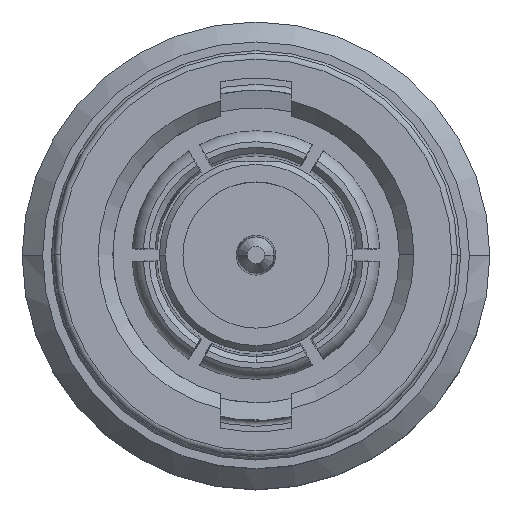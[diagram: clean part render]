
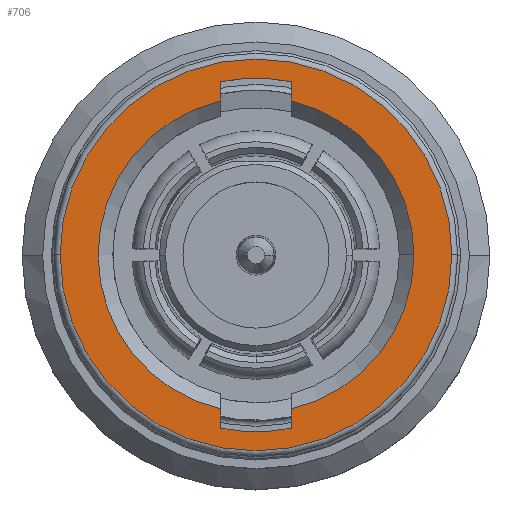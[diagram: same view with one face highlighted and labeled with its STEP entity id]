
A CAD part, top view. The second image highlights one B-rep face of the part: STEP entity #706.
In plain terms, the highlighted planar face has unit normal (0, 0, 1).
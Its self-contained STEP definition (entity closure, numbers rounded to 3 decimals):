
#83 = CARTESIAN_POINT ( 'NONE',  ( -1.2, -5.265, 1.1 ) ) ;
#706 = ADVANCED_FACE ( 'NONE', ( #15212, #10880 ), #21060, .F. ) ;
#759 = CIRCLE ( 'NONE', #12308, 5.4 ) ;
#944 = VERTEX_POINT ( 'NONE', #17197 ) ;
#992 = EDGE_CURVE ( 'NONE', #12281, #14939, #20603, .T. ) ;
#1526 = DIRECTION ( 'NONE',  ( 1., 0., 0. ) ) ;
#1971 = CARTESIAN_POINT ( 'NONE',  ( 1.2, -4.751, 1.1 ) ) ;
#2090 = EDGE_CURVE ( 'NONE', #3215, #12554, #6398, .T. ) ;
#2172 = CARTESIAN_POINT ( 'NONE',  ( 6.7, 0., 1.1 ) ) ;
#2181 = EDGE_CURVE ( 'NONE', #12554, #16977, #15385, .T. ) ;
#2407 = ORIENTED_EDGE ( 'NONE', *, *, #992, .F. ) ;
#2508 = CIRCLE ( 'NONE', #16098, 5.4 ) ;
#2695 = VERTEX_POINT ( 'NONE', #4321 ) ;
#2887 = CARTESIAN_POINT ( 'NONE',  ( -1.2, -5.93, 1.1 ) ) ;
#3012 = DIRECTION ( 'NONE',  ( 0., 0., 1. ) ) ;
#3215 = VERTEX_POINT ( 'NONE', #16280 ) ;
#3279 = EDGE_CURVE ( 'NONE', #16770, #12281, #8998, .T. ) ;
#3280 = ORIENTED_EDGE ( 'NONE', *, *, #14327, .F. ) ;
#3428 = CARTESIAN_POINT ( 'NONE',  ( 0., 0., 1.1 ) ) ;
#3890 = CARTESIAN_POINT ( 'NONE',  ( 0., 0., 1.1 ) ) ;
#4085 = DIRECTION ( 'NONE',  ( 0., -1., 0. ) ) ;
#4321 = CARTESIAN_POINT ( 'NONE',  ( 1.2, 5.265, 1.1 ) ) ;
#4361 = CIRCLE ( 'NONE', #14027, 5.4 ) ;
#4402 = CARTESIAN_POINT ( 'NONE',  ( -1.2, 5.93, 1.1 ) ) ;
#4581 = ORIENTED_EDGE ( 'NONE', *, *, #2090, .F. ) ;
#4814 = AXIS2_PLACEMENT_3D ( 'NONE', #9511, #16062, #5170 ) ;
#4841 = AXIS2_PLACEMENT_3D ( 'NONE', #16696, #20005, #16988 ) ;
#5020 = EDGE_CURVE ( 'NONE', #10433, #8117, #8180, .T. ) ;
#5089 = EDGE_CURVE ( 'NONE', #19974, #2695, #4361, .T. ) ;
#5170 = DIRECTION ( 'NONE',  ( -1., 0., 0. ) ) ;
#5301 = DIRECTION ( 'NONE',  ( 0., 0., 1. ) ) ;
#5531 = DIRECTION ( 'NONE',  ( 1., 0., 0. ) ) ;
#5679 = CIRCLE ( 'NONE', #16479, 6.7 ) ;
#5949 = DIRECTION ( 'NONE',  ( 0., 1., 0. ) ) ;
#6211 = LINE ( 'NONE', #15775, #18779 ) ;
#6380 = CARTESIAN_POINT ( 'NONE',  ( 0., 0., 1.1 ) ) ;
#6398 = CIRCLE ( 'NONE', #4841, 6.05 ) ;
#7101 = CARTESIAN_POINT ( 'NONE',  ( 5.4, 0., 1.1 ) ) ;
#7305 = AXIS2_PLACEMENT_3D ( 'NONE', #6380, #3012, #7759 ) ;
#7606 = CARTESIAN_POINT ( 'NONE',  ( -1.2, 5.265, 1.1 ) ) ;
#7759 = DIRECTION ( 'NONE',  ( 1., 0., 0. ) ) ;
#7914 = CARTESIAN_POINT ( 'NONE',  ( -1.2, -4.751, 1.1 ) ) ;
#8117 = VERTEX_POINT ( 'NONE', #16470 ) ;
#8180 = CIRCLE ( 'NONE', #8495, 6.7 ) ;
#8243 = ORIENTED_EDGE ( 'NONE', *, *, #3279, .F. ) ;
#8495 = AXIS2_PLACEMENT_3D ( 'NONE', #18253, #10188, #13413 ) ;
#8588 = VECTOR ( 'NONE', #18980, 1000. ) ;
#8998 = LINE ( 'NONE', #7914, #17705 ) ;
#9117 = LINE ( 'NONE', #1971, #8588 ) ;
#9206 = EDGE_CURVE ( 'NONE', #14939, #944, #9117, .T. ) ;
#9511 = CARTESIAN_POINT ( 'NONE',  ( 0., 0., 1.1 ) ) ;
#10113 = ORIENTED_EDGE ( 'NONE', *, *, #5089, .F. ) ;
#10188 = DIRECTION ( 'NONE',  ( 0., 0., 1. ) ) ;
#10433 = VERTEX_POINT ( 'NONE', #2172 ) ;
#10880 = FACE_OUTER_BOUND ( 'NONE', #17817, .T. ) ;
#11395 = DIRECTION ( 'NONE',  ( 0., 0., 1. ) ) ;
#11820 = CARTESIAN_POINT ( 'NONE',  ( 1.2, -5.93, 1.1 ) ) ;
#12281 = VERTEX_POINT ( 'NONE', #2887 ) ;
#12308 = AXIS2_PLACEMENT_3D ( 'NONE', #3890, #15366, #5531 ) ;
#12490 = ORIENTED_EDGE ( 'NONE', *, *, #19925, .T. ) ;
#12554 = VERTEX_POINT ( 'NONE', #4402 ) ;
#13198 = DIRECTION ( 'NONE',  ( 1., 0., 0. ) ) ;
#13232 = EDGE_CURVE ( 'NONE', #2695, #3215, #6211, .T. ) ;
#13413 = DIRECTION ( 'NONE',  ( -1., 0., 0. ) ) ;
#14027 = AXIS2_PLACEMENT_3D ( 'NONE', #3428, #16400, #13198 ) ;
#14327 = EDGE_CURVE ( 'NONE', #16977, #16770, #759, .T. ) ;
#14939 = VERTEX_POINT ( 'NONE', #11820 ) ;
#15108 = CARTESIAN_POINT ( 'NONE',  ( 0., 0., 1.1 ) ) ;
#15212 = FACE_BOUND ( 'NONE', #20687, .T. ) ;
#15366 = DIRECTION ( 'NONE',  ( 0., 0., 1. ) ) ;
#15385 = LINE ( 'NONE', #17876, #19230 ) ;
#15775 = CARTESIAN_POINT ( 'NONE',  ( 1.2, 4.751, 1.1 ) ) ;
#16062 = DIRECTION ( 'NONE',  ( 0., 0., -1. ) ) ;
#16098 = AXIS2_PLACEMENT_3D ( 'NONE', #21181, #11395, #1526 ) ;
#16280 = CARTESIAN_POINT ( 'NONE',  ( 1.2, 5.93, 1.1 ) ) ;
#16400 = DIRECTION ( 'NONE',  ( 0., 0., 1. ) ) ;
#16470 = CARTESIAN_POINT ( 'NONE',  ( -6.7, 0., 1.1 ) ) ;
#16479 = AXIS2_PLACEMENT_3D ( 'NONE', #15108, #5301, #16732 ) ;
#16696 = CARTESIAN_POINT ( 'NONE',  ( 0., 0., 1.1 ) ) ;
#16732 = DIRECTION ( 'NONE',  ( -1., 0., 0. ) ) ;
#16770 = VERTEX_POINT ( 'NONE', #83 ) ;
#16977 = VERTEX_POINT ( 'NONE', #7606 ) ;
#16988 = DIRECTION ( 'NONE',  ( -1., 0., 0. ) ) ;
#17197 = CARTESIAN_POINT ( 'NONE',  ( 1.2, -5.265, 1.1 ) ) ;
#17268 = ORIENTED_EDGE ( 'NONE', *, *, #13232, .F. ) ;
#17705 = VECTOR ( 'NONE', #20972, 1000. ) ;
#17817 = EDGE_LOOP ( 'NONE', ( #12490, #18389 ) ) ;
#17876 = CARTESIAN_POINT ( 'NONE',  ( -1.2, 4.751, 1.1 ) ) ;
#18253 = CARTESIAN_POINT ( 'NONE',  ( 0., 0., 1.1 ) ) ;
#18389 = ORIENTED_EDGE ( 'NONE', *, *, #5020, .T. ) ;
#18779 = VECTOR ( 'NONE', #5949, 1000. ) ;
#18842 = ORIENTED_EDGE ( 'NONE', *, *, #21039, .F. ) ;
#18980 = DIRECTION ( 'NONE',  ( 0., 1., 0. ) ) ;
#19230 = VECTOR ( 'NONE', #4085, 1000. ) ;
#19321 = ORIENTED_EDGE ( 'NONE', *, *, #9206, .F. ) ;
#19925 = EDGE_CURVE ( 'NONE', #8117, #10433, #5679, .T. ) ;
#19928 = ORIENTED_EDGE ( 'NONE', *, *, #2181, .F. ) ;
#19974 = VERTEX_POINT ( 'NONE', #7101 ) ;
#20005 = DIRECTION ( 'NONE',  ( 0., 0., 1. ) ) ;
#20603 = CIRCLE ( 'NONE', #7305, 6.05 ) ;
#20687 = EDGE_LOOP ( 'NONE', ( #4581, #17268, #10113, #18842, #19321, #2407, #8243, #3280, #19928 ) ) ;
#20972 = DIRECTION ( 'NONE',  ( 0., -1., 0. ) ) ;
#21039 = EDGE_CURVE ( 'NONE', #944, #19974, #2508, .T. ) ;
#21060 = PLANE ( 'NONE',  #4814 ) ;
#21181 = CARTESIAN_POINT ( 'NONE',  ( 0., 0., 1.1 ) ) ;
